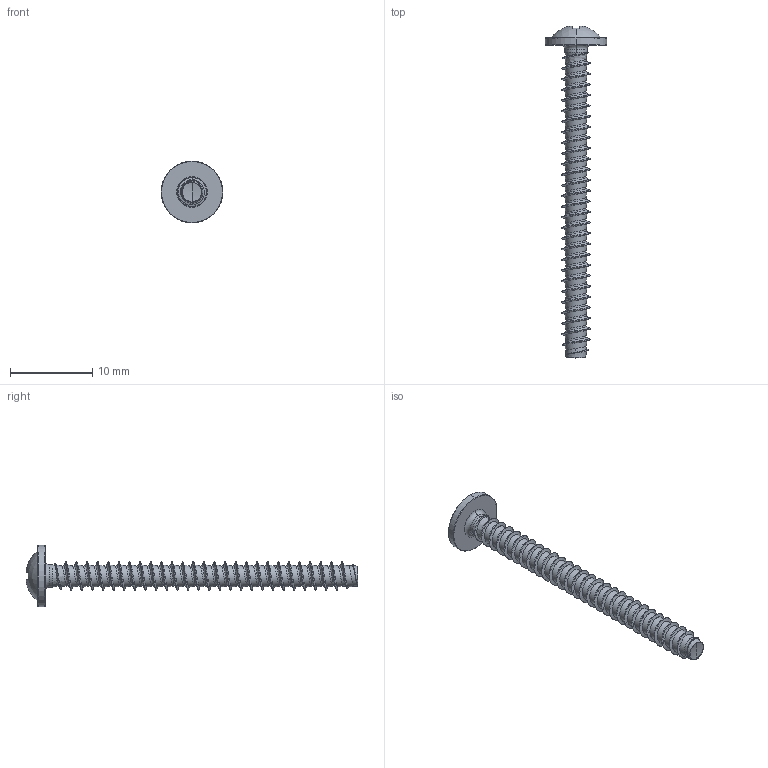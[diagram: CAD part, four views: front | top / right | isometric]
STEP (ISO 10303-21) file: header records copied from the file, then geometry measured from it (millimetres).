
FILE_DESCRIPTION (( 'STEP AP203' ), '1' );
FILE_NAME ('STP210350380.STEP', '2020-09-03T12:58:17', ( '' ), ( '' ), 'SwSTEP 2.0', 'SolidWorks 2015', '' );
FILE_SCHEMA (( 'CONFIG_CONTROL_DESIGN' ));
Length unit declared in the file: millimetre
Products named in the file (2): STP210350380
Bounding box: 7.5 x 40.31 x 7.5 mm (x, y, z)
Volume: 269.9 mm3; surface area: 615.9 mm2
Topology: 1 solids, 1 shells, 235 faces, 588 edges, 356 vertices
Faces by surface type: cylinder 83, bspline 55, torus 38, plane 31, sphere 20, cone 8
Entity records: 38939 total; most frequent: CARTESIAN_POINT 33882, ORIENTED_EDGE 1172, DIRECTION 879, EDGE_CURVE 586, AXIS2_PLACEMENT_3D 376, VERTEX_POINT 356, EDGE_LOOP 238, ADVANCED_FACE 235
